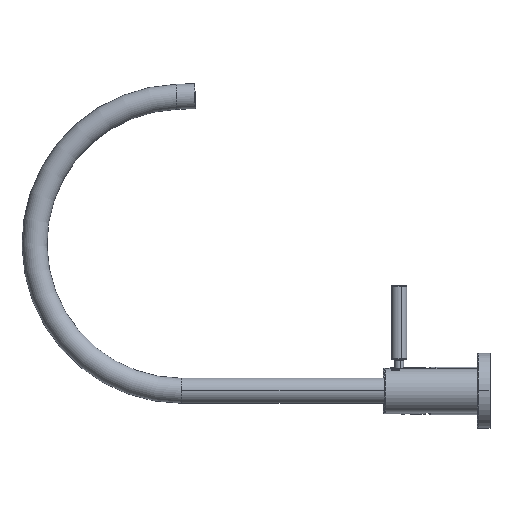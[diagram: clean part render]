
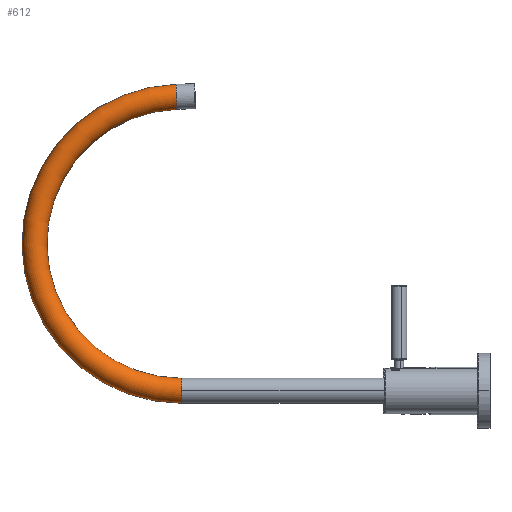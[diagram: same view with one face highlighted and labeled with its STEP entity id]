
A CAD part, left-side view. The second image highlights one B-rep face of the part: STEP entity #612.
In plain terms, the highlighted toroidal (fillet/blend) face has major radius 117.5 mm and minor radius 10 mm.
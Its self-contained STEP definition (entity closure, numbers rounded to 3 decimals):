
#220 = CARTESIAN_POINT ( 'NONE',  ( 117.5, 162.5, 0. ) ) ;
#244 = CIRCLE ( 'NONE', #4665, 127.5 ) ;
#255 = EDGE_LOOP ( 'NONE', ( #9225, #7062, #9120, #7484, #1084 ) ) ;
#409 = AXIS2_PLACEMENT_3D ( 'NONE', #4504, #2961, #5999 ) ;
#612 = ADVANCED_FACE ( 'NONE', ( #2680 ), #722, .T. ) ;
#722 = TOROIDAL_SURFACE ( 'NONE', #4185, 117.5, 10. ) ;
#910 = VERTEX_POINT ( 'NONE', #2384 ) ;
#982 = VERTEX_POINT ( 'NONE', #1893 ) ;
#1072 = AXIS2_PLACEMENT_3D ( 'NONE', #4336, #8759, #8711 ) ;
#1084 = ORIENTED_EDGE ( 'NONE', *, *, #4920, .F. ) ;
#1332 = DIRECTION ( 'NONE',  ( -1., 0., 0. ) ) ;
#1893 = CARTESIAN_POINT ( 'NONE',  ( 224.935, 166.252, 0. ) ) ;
#2384 = CARTESIAN_POINT ( 'NONE',  ( -10., 162.5, 0. ) ) ;
#2499 = DIRECTION ( 'NONE',  ( -1., 0., 0. ) ) ;
#2680 = FACE_OUTER_BOUND ( 'NONE', #255, .T. ) ;
#2961 = DIRECTION ( 'NONE',  ( 0., 1., 0. ) ) ;
#3067 = CARTESIAN_POINT ( 'NONE',  ( 244.922, 166.95, 0. ) ) ;
#4185 = AXIS2_PLACEMENT_3D ( 'NONE', #220, #9376, #7990 ) ;
#4336 = CARTESIAN_POINT ( 'NONE',  ( 234.928, 166.601, 0. ) ) ;
#4504 = CARTESIAN_POINT ( 'NONE',  ( 0., 162.5, 0. ) ) ;
#4544 = AXIS2_PLACEMENT_3D ( 'NONE', #4835, #4882, #7152 ) ;
#4654 = CIRCLE ( 'NONE', #409, 10. ) ;
#4665 = AXIS2_PLACEMENT_3D ( 'NONE', #6256, #9289, #2499 ) ;
#4835 = CARTESIAN_POINT ( 'NONE',  ( 0., 162.5, 0. ) ) ;
#4882 = DIRECTION ( 'NONE',  ( 0., 1., 0. ) ) ;
#4914 = EDGE_CURVE ( 'NONE', #5139, #982, #8980, .T. ) ;
#4920 = EDGE_CURVE ( 'NONE', #5741, #982, #8663, .T. ) ;
#5038 = CARTESIAN_POINT ( 'NONE',  ( 117.5, 162.5, 0. ) ) ;
#5139 = VERTEX_POINT ( 'NONE', #9427 ) ;
#5329 = AXIS2_PLACEMENT_3D ( 'NONE', #5038, #5736, #1332 ) ;
#5725 = EDGE_CURVE ( 'NONE', #6963, #5139, #4654, .T. ) ;
#5736 = DIRECTION ( 'NONE',  ( 0., 0., -1. ) ) ;
#5741 = VERTEX_POINT ( 'NONE', #3067 ) ;
#5999 = DIRECTION ( 'NONE',  ( 0., 0., 1. ) ) ;
#6155 = EDGE_CURVE ( 'NONE', #910, #5741, #244, .T. ) ;
#6228 = CARTESIAN_POINT ( 'NONE',  ( 0., 162.5, 10. ) ) ;
#6256 = CARTESIAN_POINT ( 'NONE',  ( 117.5, 162.5, 0. ) ) ;
#6963 = VERTEX_POINT ( 'NONE', #6228 ) ;
#7062 = ORIENTED_EDGE ( 'NONE', *, *, #7607, .T. ) ;
#7152 = DIRECTION ( 'NONE',  ( 0., 0., 1. ) ) ;
#7484 = ORIENTED_EDGE ( 'NONE', *, *, #4914, .T. ) ;
#7607 = EDGE_CURVE ( 'NONE', #910, #6963, #9770, .T. ) ;
#7990 = DIRECTION ( 'NONE',  ( -1., 0., 0. ) ) ;
#8663 = CIRCLE ( 'NONE', #1072, 10. ) ;
#8711 = DIRECTION ( 'NONE',  ( 0., 0., 1. ) ) ;
#8759 = DIRECTION ( 'NONE',  ( 0.035, -0.999, 0. ) ) ;
#8980 = CIRCLE ( 'NONE', #5329, 107.5 ) ;
#9120 = ORIENTED_EDGE ( 'NONE', *, *, #5725, .T. ) ;
#9225 = ORIENTED_EDGE ( 'NONE', *, *, #6155, .F. ) ;
#9289 = DIRECTION ( 'NONE',  ( 0., 0., -1. ) ) ;
#9376 = DIRECTION ( 'NONE',  ( 0., 0., -1. ) ) ;
#9427 = CARTESIAN_POINT ( 'NONE',  ( 10., 162.5, 0. ) ) ;
#9770 = CIRCLE ( 'NONE', #4544, 10. ) ;
